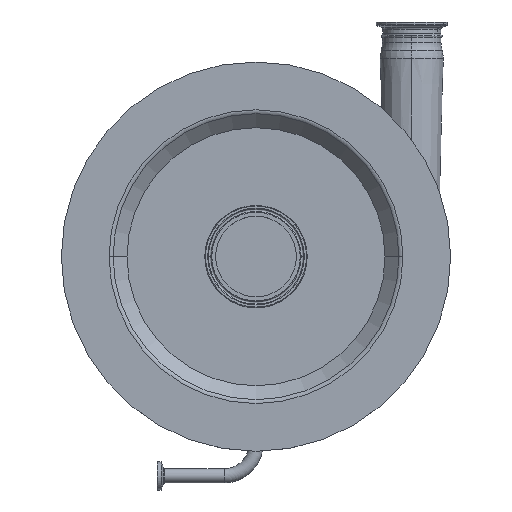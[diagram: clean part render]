
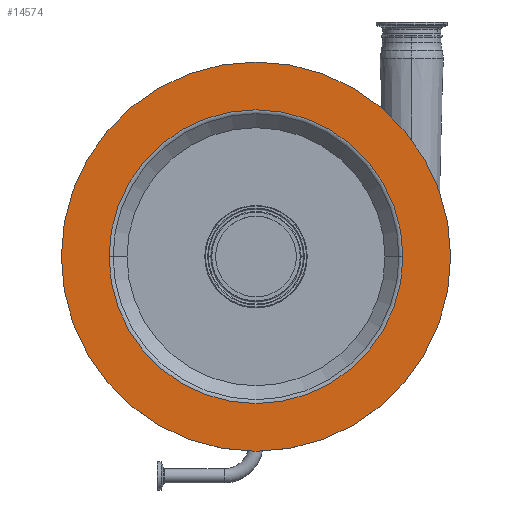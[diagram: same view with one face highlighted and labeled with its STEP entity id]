
A CAD part, top view. The second image highlights one B-rep face of the part: STEP entity #14574.
In plain terms, the highlighted planar face has unit normal (0, 0, 1).
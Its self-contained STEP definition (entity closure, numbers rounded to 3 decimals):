
#78 = ORIENTED_EDGE ( 'NONE', *, *, #9107, .T. ) ;
#195 = DIRECTION ( 'NONE',  ( 0., 0., -1. ) ) ;
#967 = CARTESIAN_POINT ( 'NONE',  ( -175., 0., 67. ) ) ;
#1641 = DIRECTION ( 'NONE',  ( -1., 0., 0. ) ) ;
#2134 = CARTESIAN_POINT ( 'NONE',  ( 0., 0., 67. ) ) ;
#2205 = CARTESIAN_POINT ( 'NONE',  ( 175., 0., 67. ) ) ;
#2325 = EDGE_CURVE ( 'NONE', #17246, #8856, #14775, .T. ) ;
#4152 = AXIS2_PLACEMENT_3D ( 'NONE', #14312, #195, #1641 ) ;
#4180 = ORIENTED_EDGE ( 'NONE', *, *, #7868, .F. ) ;
#4886 = EDGE_LOOP ( 'NONE', ( #19954, #4180 ) ) ;
#4987 = DIRECTION ( 'NONE',  ( -1., 0., 0. ) ) ;
#5445 = DIRECTION ( 'NONE',  ( 0., 0., -1. ) ) ;
#5751 = CARTESIAN_POINT ( 'NONE',  ( 0., 175., 67. ) ) ;
#7229 = AXIS2_PLACEMENT_3D ( 'NONE', #2134, #5445, #13165 ) ;
#7704 = PLANE ( 'NONE',  #9198 ) ;
#7868 = EDGE_CURVE ( 'NONE', #8856, #17246, #18989, .T. ) ;
#8152 = AXIS2_PLACEMENT_3D ( 'NONE', #18790, #12805, #4987 ) ;
#8856 = VERTEX_POINT ( 'NONE', #2205 ) ;
#8873 = DIRECTION ( 'NONE',  ( -1., 0., 0. ) ) ;
#9107 = EDGE_CURVE ( 'NONE', #17945, #17278, #13022, .T. ) ;
#9140 = FACE_BOUND ( 'NONE', #10951, .T. ) ;
#9198 = AXIS2_PLACEMENT_3D ( 'NONE', #5751, #10578, #18411 ) ;
#10578 = DIRECTION ( 'NONE',  ( 0., 0., -1. ) ) ;
#10951 = EDGE_LOOP ( 'NONE', ( #78, #13612 ) ) ;
#11956 = CARTESIAN_POINT ( 'NONE',  ( 0., 0., 67. ) ) ;
#11995 = CARTESIAN_POINT ( 'NONE',  ( 132.071, 0., 67. ) ) ;
#12805 = DIRECTION ( 'NONE',  ( 0., 0., -1. ) ) ;
#13022 = CIRCLE ( 'NONE', #4152, 132.071 ) ;
#13165 = DIRECTION ( 'NONE',  ( -1., 0., 0. ) ) ;
#13612 = ORIENTED_EDGE ( 'NONE', *, *, #14915, .T. ) ;
#14312 = CARTESIAN_POINT ( 'NONE',  ( 0., 0., 67. ) ) ;
#14574 = ADVANCED_FACE ( 'NONE', ( #9140, #15308 ), #7704, .F. ) ;
#14775 = CIRCLE ( 'NONE', #16094, 175. ) ;
#14915 = EDGE_CURVE ( 'NONE', #17278, #17945, #18072, .T. ) ;
#15308 = FACE_OUTER_BOUND ( 'NONE', #4886, .T. ) ;
#16094 = AXIS2_PLACEMENT_3D ( 'NONE', #11956, #16675, #8873 ) ;
#16675 = DIRECTION ( 'NONE',  ( 0., 0., -1. ) ) ;
#17246 = VERTEX_POINT ( 'NONE', #967 ) ;
#17278 = VERTEX_POINT ( 'NONE', #11995 ) ;
#17945 = VERTEX_POINT ( 'NONE', #18234 ) ;
#18072 = CIRCLE ( 'NONE', #7229, 132.071 ) ;
#18234 = CARTESIAN_POINT ( 'NONE',  ( -132.071, 0., 67. ) ) ;
#18411 = DIRECTION ( 'NONE',  ( -1., 0., 0. ) ) ;
#18790 = CARTESIAN_POINT ( 'NONE',  ( 0., 0., 67. ) ) ;
#18989 = CIRCLE ( 'NONE', #8152, 175. ) ;
#19954 = ORIENTED_EDGE ( 'NONE', *, *, #2325, .F. ) ;
